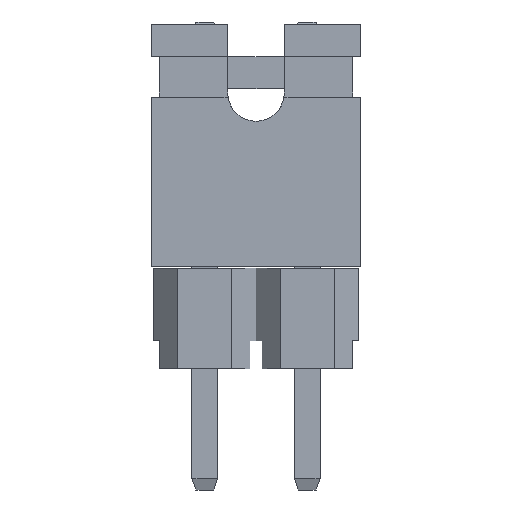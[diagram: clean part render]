
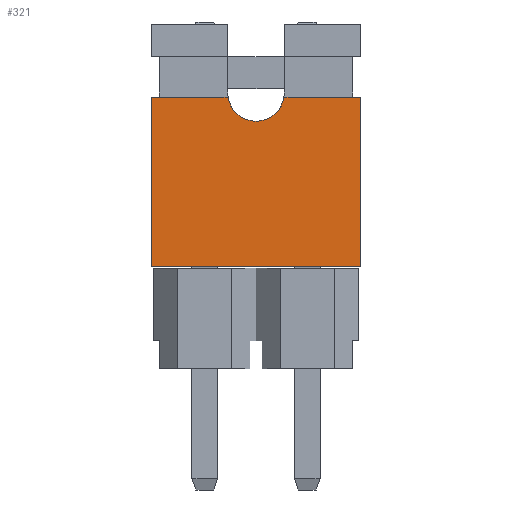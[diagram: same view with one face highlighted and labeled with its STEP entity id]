
A CAD part, front view. The second image highlights one B-rep face of the part: STEP entity #321.
In plain terms, the highlighted planar face has unit normal (0, -1, 0).
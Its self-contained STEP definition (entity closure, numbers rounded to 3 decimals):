
#321=ADVANCED_FACE('',(#2503),#2505,.T.);
#2503=FACE_BOUND('',#2504,.T.);
#2504=EDGE_LOOP('',(#4221,#4222,#4223,#4224,#4225,#4226));
#2505=PLANE('',#2506);
#2506=AXIS2_PLACEMENT_3D('',#2507,#2508,#2509);
#2507=CARTESIAN_POINT('',(-2.6,-1.2,2.5));
#2508=DIRECTION('',(0.,-1.,0.));
#2509=DIRECTION('',(1.,0.,0.));
#4221=ORIENTED_EDGE('',*,*,#5399,.T.);
#4222=ORIENTED_EDGE('',*,*,#5400,.T.);
#4223=ORIENTED_EDGE('',*,*,#5401,.F.);
#4224=ORIENTED_EDGE('',*,*,#5402,.T.);
#4225=ORIENTED_EDGE('',*,*,#5403,.T.);
#4226=ORIENTED_EDGE('',*,*,#5404,.T.);
#5399=EDGE_CURVE('',#6059,#6060,#6061,.F.);
#5400=EDGE_CURVE('',#6060,#6062,#6063,.F.);
#5401=EDGE_CURVE('',#6064,#6062,#6065,.T.);
#5402=EDGE_CURVE('',#6064,#6066,#6067,.T.);
#5403=EDGE_CURVE('',#6066,#6068,#6069,.T.);
#5404=EDGE_CURVE('',#6068,#6059,#6070,.F.);
#6059=VERTEX_POINT('',#7177);
#6060=VERTEX_POINT('',#7178);
#6061=CIRCLE('',#7179,0.7);
#6062=VERTEX_POINT('',#7183);
#6063=LINE('',#7184,#7185);
#6064=VERTEX_POINT('',#7187);
#6065=LINE('',#7188,#7189);
#6066=VERTEX_POINT('',#7191);
#6067=LINE('',#7192,#7193);
#6068=VERTEX_POINT('',#7195);
#6069=LINE('',#7196,#7197);
#6070=LINE('',#7199,#7200);
#7177=CARTESIAN_POINT('',(0.693,-1.2,6.7));
#7178=CARTESIAN_POINT('',(-0.693,-1.2,6.7));
#7179=AXIS2_PLACEMENT_3D('',#7180,#7181,#7182);
#7180=CARTESIAN_POINT('',(0.,-1.2,6.8));
#7181=DIRECTION('',(0.,-1.,0.));
#7182=DIRECTION('',(-0.99,0.,-0.143));
#7183=CARTESIAN_POINT('',(-2.6,-1.2,6.7));
#7184=CARTESIAN_POINT('',(-2.6,-1.2,6.7));
#7185=VECTOR('',#7186,1.);
#7186=DIRECTION('',(1.,0.,0.));
#7187=CARTESIAN_POINT('',(-2.6,-1.2,2.5));
#7188=CARTESIAN_POINT('',(-2.6,-1.2,2.5));
#7189=VECTOR('',#7190,1.);
#7190=DIRECTION('',(0.,0.,1.));
#7191=CARTESIAN_POINT('',(2.6,-1.2,2.5));
#7192=CARTESIAN_POINT('',(-2.6,-1.2,2.5));
#7193=VECTOR('',#7194,1.);
#7194=DIRECTION('',(1.,0.,0.));
#7195=CARTESIAN_POINT('',(2.6,-1.2,6.7));
#7196=CARTESIAN_POINT('',(2.6,-1.2,2.5));
#7197=VECTOR('',#7198,1.);
#7198=DIRECTION('',(0.,0.,1.));
#7199=CARTESIAN_POINT('',(0.693,-1.2,6.7));
#7200=VECTOR('',#7201,1.);
#7201=DIRECTION('',(1.,0.,0.));
